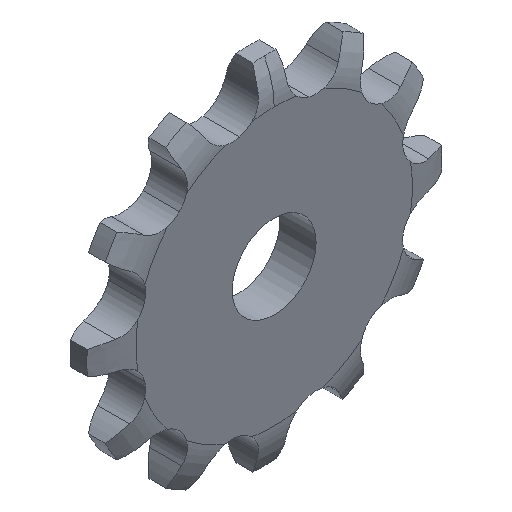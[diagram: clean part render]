
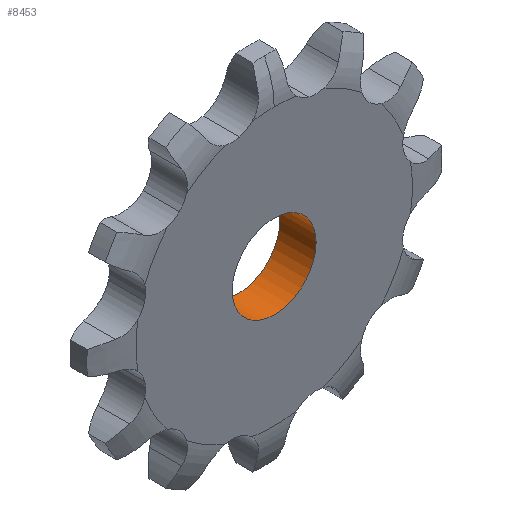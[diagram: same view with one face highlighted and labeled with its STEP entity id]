
A CAD part, isometric view. The second image highlights one B-rep face of the part: STEP entity #8453.
In plain terms, the highlighted cylindrical face has radius 3 mm (diameter 6 mm), a full revolution.
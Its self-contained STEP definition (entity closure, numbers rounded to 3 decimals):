
#210 = PLANE('',#211);
#211 = AXIS2_PLACEMENT_3D('',#212,#213,#214);
#212 = CARTESIAN_POINT('',(0.,0.,
    0.));
#213 = DIRECTION('',(0.,1.,0.));
#214 = DIRECTION('',(0.,0.,-1.));
#493 = PLANE('',#494);
#494 = AXIS2_PLACEMENT_3D('',#495,#496,#497);
#495 = CARTESIAN_POINT('',(0.,-2.6,0.)
  );
#496 = DIRECTION('',(0.,-1.,0.));
#497 = DIRECTION('',(0.,0.,1.));
#2199 = EDGE_CURVE('',#2200,#2200,#2202,.T.);
#2200 = VERTEX_POINT('',#2201);
#2201 = CARTESIAN_POINT('',(3.,0.,0.));
#2202 = SURFACE_CURVE('',#2203,(#2208,#2219),.PCURVE_S1.);
#2203 = CIRCLE('',#2204,3.);
#2204 = AXIS2_PLACEMENT_3D('',#2205,#2206,#2207);
#2205 = CARTESIAN_POINT('',(0.,0.,0.));
#2206 = DIRECTION('',(0.,-1.,0.));
#2207 = DIRECTION('',(1.,0.,0.));
#2208 = PCURVE('',#210,#2209);
#2209 = DEFINITIONAL_REPRESENTATION('',(#2210),#2218);
#2210 = ( BOUNDED_CURVE() B_SPLINE_CURVE(2,(#2211,#2212,#2213,#2214,
#2215,#2216,#2217),.UNSPECIFIED.,.T.,.F.) B_SPLINE_CURVE_WITH_KNOTS((1,2
    ,2,2,2,1),(-2.094,0.,2.094,4.189,
6.283,8.378),.UNSPECIFIED.) CURVE() 
GEOMETRIC_REPRESENTATION_ITEM() RATIONAL_B_SPLINE_CURVE((1.,0.5,1.,0.5,
1.,0.5,1.)) REPRESENTATION_ITEM('') );
#2211 = CARTESIAN_POINT('',(0.,-3.));
#2212 = CARTESIAN_POINT('',(-5.196,-3.));
#2213 = CARTESIAN_POINT('',(-2.598,1.5));
#2214 = CARTESIAN_POINT('',(0.,6.));
#2215 = CARTESIAN_POINT('',(2.598,1.5));
#2216 = CARTESIAN_POINT('',(5.196,-3.));
#2217 = CARTESIAN_POINT('',(0.,-3.));
#2218 = ( GEOMETRIC_REPRESENTATION_CONTEXT(2) 
PARAMETRIC_REPRESENTATION_CONTEXT() REPRESENTATION_CONTEXT('2D SPACE',''
  ) );
#2219 = PCURVE('',#2220,#2225);
#2220 = CYLINDRICAL_SURFACE('',#2221,3.);
#2221 = AXIS2_PLACEMENT_3D('',#2222,#2223,#2224);
#2222 = CARTESIAN_POINT('',(0.,0.,0.));
#2223 = DIRECTION('',(0.,1.,0.));
#2224 = DIRECTION('',(1.,0.,0.));
#2225 = DEFINITIONAL_REPRESENTATION('',(#2226),#2230);
#2226 = LINE('',#2227,#2228);
#2227 = CARTESIAN_POINT('',(-0.,0.));
#2228 = VECTOR('',#2229,1.);
#2229 = DIRECTION('',(-1.,0.));
#2230 = ( GEOMETRIC_REPRESENTATION_CONTEXT(2) 
PARAMETRIC_REPRESENTATION_CONTEXT() REPRESENTATION_CONTEXT('2D SPACE',''
  ) );
#3676 = EDGE_CURVE('',#3677,#3677,#3679,.T.);
#3677 = VERTEX_POINT('',#3678);
#3678 = CARTESIAN_POINT('',(3.,-2.6,0.));
#3679 = SURFACE_CURVE('',#3680,(#3685,#3696),.PCURVE_S1.);
#3680 = CIRCLE('',#3681,3.);
#3681 = AXIS2_PLACEMENT_3D('',#3682,#3683,#3684);
#3682 = CARTESIAN_POINT('',(0.,-2.6,0.));
#3683 = DIRECTION('',(-0.,1.,0.));
#3684 = DIRECTION('',(1.,0.,0.));
#3685 = PCURVE('',#493,#3686);
#3686 = DEFINITIONAL_REPRESENTATION('',(#3687),#3695);
#3687 = ( BOUNDED_CURVE() B_SPLINE_CURVE(2,(#3688,#3689,#3690,#3691,
#3692,#3693,#3694),.UNSPECIFIED.,.T.,.F.) B_SPLINE_CURVE_WITH_KNOTS((1,2
    ,2,2,2,1),(-2.094,0.,2.094,4.189,
6.283,8.378),.UNSPECIFIED.) CURVE() 
GEOMETRIC_REPRESENTATION_ITEM() RATIONAL_B_SPLINE_CURVE((1.,0.5,1.,0.5,
1.,0.5,1.)) REPRESENTATION_ITEM('') );
#3688 = CARTESIAN_POINT('',(0.,-3.));
#3689 = CARTESIAN_POINT('',(-5.196,-3.));
#3690 = CARTESIAN_POINT('',(-2.598,1.5));
#3691 = CARTESIAN_POINT('',(0.,6.));
#3692 = CARTESIAN_POINT('',(2.598,1.5));
#3693 = CARTESIAN_POINT('',(5.196,-3.));
#3694 = CARTESIAN_POINT('',(0.,-3.));
#3695 = ( GEOMETRIC_REPRESENTATION_CONTEXT(2) 
PARAMETRIC_REPRESENTATION_CONTEXT() REPRESENTATION_CONTEXT('2D SPACE',''
  ) );
#3696 = PCURVE('',#2220,#3697);
#3697 = DEFINITIONAL_REPRESENTATION('',(#3698),#3702);
#3698 = LINE('',#3699,#3700);
#3699 = CARTESIAN_POINT('',(-6.283,-2.6));
#3700 = VECTOR('',#3701,1.);
#3701 = DIRECTION('',(1.,-0.));
#3702 = ( GEOMETRIC_REPRESENTATION_CONTEXT(2) 
PARAMETRIC_REPRESENTATION_CONTEXT() REPRESENTATION_CONTEXT('2D SPACE',''
  ) );
#8453 = ADVANCED_FACE('',(#8454),#2220,.F.);
#8454 = FACE_BOUND('',#8455,.T.);
#8455 = EDGE_LOOP('',(#8456,#8457,#8478,#8479));
#8456 = ORIENTED_EDGE('',*,*,#2199,.F.);
#8457 = ORIENTED_EDGE('',*,*,#8458,.T.);
#8458 = EDGE_CURVE('',#2200,#3677,#8459,.T.);
#8459 = SEAM_CURVE('',#8460,(#8464,#8471),.PCURVE_S1.);
#8460 = LINE('',#8461,#8462);
#8461 = CARTESIAN_POINT('',(3.,0.,0.));
#8462 = VECTOR('',#8463,1.);
#8463 = DIRECTION('',(0.,-1.,0.));
#8464 = PCURVE('',#2220,#8465);
#8465 = DEFINITIONAL_REPRESENTATION('',(#8466),#8470);
#8466 = LINE('',#8467,#8468);
#8467 = CARTESIAN_POINT('',(-6.283,0.));
#8468 = VECTOR('',#8469,1.);
#8469 = DIRECTION('',(-0.,-1.));
#8470 = ( GEOMETRIC_REPRESENTATION_CONTEXT(2) 
PARAMETRIC_REPRESENTATION_CONTEXT() REPRESENTATION_CONTEXT('2D SPACE',''
  ) );
#8471 = PCURVE('',#2220,#8472);
#8472 = DEFINITIONAL_REPRESENTATION('',(#8473),#8477);
#8473 = LINE('',#8474,#8475);
#8474 = CARTESIAN_POINT('',(-0.,0.));
#8475 = VECTOR('',#8476,1.);
#8476 = DIRECTION('',(-0.,-1.));
#8477 = ( GEOMETRIC_REPRESENTATION_CONTEXT(2) 
PARAMETRIC_REPRESENTATION_CONTEXT() REPRESENTATION_CONTEXT('2D SPACE',''
  ) );
#8478 = ORIENTED_EDGE('',*,*,#3676,.F.);
#8479 = ORIENTED_EDGE('',*,*,#8458,.F.);
